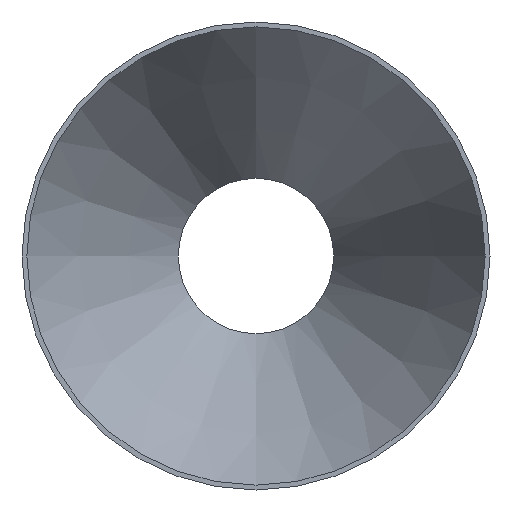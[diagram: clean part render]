
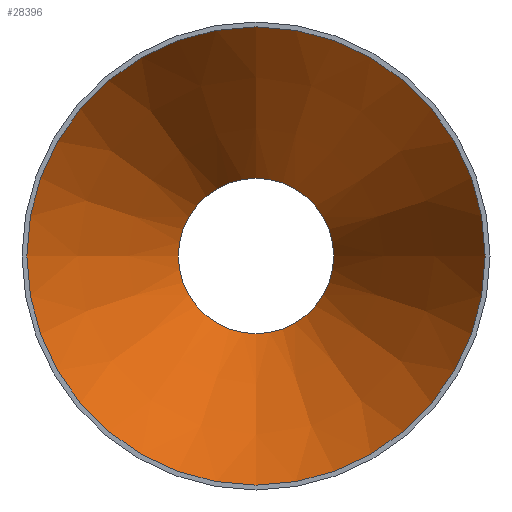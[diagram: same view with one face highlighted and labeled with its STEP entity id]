
A CAD part, front view. The second image highlights one B-rep face of the part: STEP entity #28396.
In plain terms, the highlighted conical face has half-angle 27.305 degrees and reference radius 158.574 mm.
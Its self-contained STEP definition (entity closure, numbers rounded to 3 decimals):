
#97 = CARTESIAN_POINT ( 'NONE',  ( 0., 203., -53.774 ) ) ;
#620 = EDGE_CURVE ( 'NONE', #22345, #22345, #692, .T. ) ;
#692 = CIRCLE ( 'NONE', #26621, 53.774 ) ;
#1707 = DIRECTION ( 'NONE',  ( 0., 0., -1. ) ) ;
#1887 = DIRECTION ( 'NONE',  ( 0., -1., 0. ) ) ;
#2045 = DIRECTION ( 'NONE',  ( 0., -1., 0. ) ) ;
#4853 = CARTESIAN_POINT ( 'NONE',  ( 0., 203., 0. ) ) ;
#9093 = CIRCLE ( 'NONE', #19706, 158.574 ) ;
#10213 = CARTESIAN_POINT ( 'NONE',  ( 0., 0., -158.574 ) ) ;
#10579 = AXIS2_PLACEMENT_3D ( 'NONE', #22292, #1887, #32330 ) ;
#11854 = FACE_BOUND ( 'NONE', #28777, .T. ) ;
#12368 = DIRECTION ( 'NONE',  ( 0., -1., 0. ) ) ;
#12939 = EDGE_LOOP ( 'NONE', ( #30373 ) ) ;
#14186 = DIRECTION ( 'NONE',  ( 0., 0., -1. ) ) ;
#18915 = EDGE_CURVE ( 'NONE', #25307, #25307, #9093, .T. ) ;
#19706 = AXIS2_PLACEMENT_3D ( 'NONE', #29876, #12368, #14186 ) ;
#22292 = CARTESIAN_POINT ( 'NONE',  ( 0., 0., 0. ) ) ;
#22345 = VERTEX_POINT ( 'NONE', #97 ) ;
#25307 = VERTEX_POINT ( 'NONE', #10213 ) ;
#26621 = AXIS2_PLACEMENT_3D ( 'NONE', #4853, #2045, #1707 ) ;
#27507 = CONICAL_SURFACE ( 'NONE', #10579, 158.574, 0.477 ) ;
#28396 = ADVANCED_FACE ( 'NONE', ( #11854, #32009 ), #27507, .F. ) ;
#28777 = EDGE_LOOP ( 'NONE', ( #29966 ) ) ;
#29876 = CARTESIAN_POINT ( 'NONE',  ( 0., 0., 0. ) ) ;
#29966 = ORIENTED_EDGE ( 'NONE', *, *, #620, .F. ) ;
#30373 = ORIENTED_EDGE ( 'NONE', *, *, #18915, .T. ) ;
#32009 = FACE_OUTER_BOUND ( 'NONE', #12939, .T. ) ;
#32330 = DIRECTION ( 'NONE',  ( 0., 0., -1. ) ) ;
